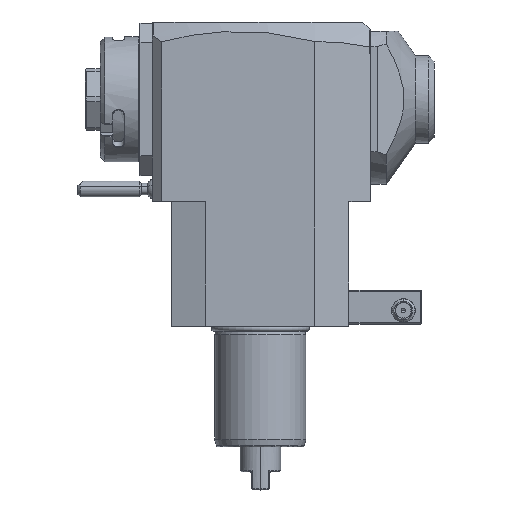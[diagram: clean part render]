
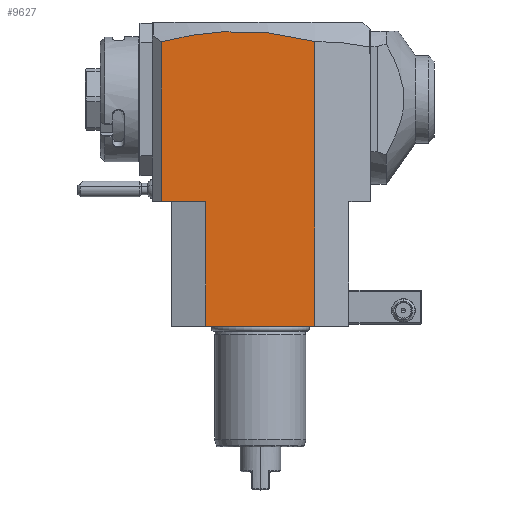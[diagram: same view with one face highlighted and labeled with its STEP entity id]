
A CAD part, top view. The second image highlights one B-rep face of the part: STEP entity #9627.
In plain terms, the highlighted planar face has unit normal (0, 0, 1).
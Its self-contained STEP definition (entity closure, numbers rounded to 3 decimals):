
#2138=DIRECTION('',(-1.,0.,0.));
#2139=VECTOR('',#2138,19.5);
#2140=CARTESIAN_POINT('',(-24.,55.,37.5));
#2141=LINE('',#2140,#2139);
#2142=DIRECTION('',(0.,1.,0.));
#2143=VECTOR('',#2142,70.258);
#2144=CARTESIAN_POINT('',(-43.5,55.,37.5));
#2145=LINE('',#2144,#2143);
#2146=CARTESIAN_POINT('',(24.,125.435,37.5));
#2147=CARTESIAN_POINT('',(18.371,126.939,37.5));
#2148=CARTESIAN_POINT('',(7.115,129.162,37.5));
#2149=CARTESIAN_POINT('',(-9.762,130.233,37.5));
#2150=CARTESIAN_POINT('',(-26.635,129.072,37.5));
#2151=CARTESIAN_POINT('',(-37.879,126.791,37.5));
#2152=CARTESIAN_POINT('',(-43.5,125.258,37.5));
#2154=DIRECTION('',(0.,-1.,0.));
#2155=VECTOR('',#2154,125.435);
#2156=CARTESIAN_POINT('',(24.,125.435,37.5));
#2157=LINE('',#2156,#2155);
#2202=DIRECTION('',(0.,-1.,0.));
#2203=VECTOR('',#2202,55.);
#2204=CARTESIAN_POINT('',(-24.,55.,37.5));
#2205=LINE('',#2204,#2203);
#2210=DIRECTION('',(-1.,0.,0.));
#2211=VECTOR('',#2210,48.);
#2212=CARTESIAN_POINT('',(24.,0.,37.5));
#2213=LINE('',#2212,#2211);
#7184=VERTEX_POINT('',#2146);
#7185=VERTEX_POINT('',#2152);
#7493=CARTESIAN_POINT('',(-43.5,55.,37.5));
#7495=VERTEX_POINT('',#7493);
#7528=CARTESIAN_POINT('',(24.,0.,37.5));
#7529=CARTESIAN_POINT('',(-24.,0.,37.5));
#7530=VERTEX_POINT('',#7528);
#7531=VERTEX_POINT('',#7529);
#7698=CARTESIAN_POINT('',(-24.,55.,37.5));
#7699=VERTEX_POINT('',#7698);
#9609=CARTESIAN_POINT('',(-39.202,55.,37.5));
#9610=DIRECTION('',(0.,0.,1.));
#9611=DIRECTION('',(1.,0.,0.));
#9612=AXIS2_PLACEMENT_3D('',#9609,#9610,#9611);
#9613=PLANE('',#9612);
#9615=ORIENTED_EDGE('',*,*,#9614,.T.);
#9616=ORIENTED_EDGE('',*,*,#9594,.T.);
#9618=ORIENTED_EDGE('',*,*,#9617,.F.);
#9620=ORIENTED_EDGE('',*,*,#9619,.T.);
#9622=ORIENTED_EDGE('',*,*,#9621,.T.);
#9624=ORIENTED_EDGE('',*,*,#9623,.F.);
#9625=EDGE_LOOP('',(#9615,#9616,#9618,#9620,#9622,#9624));
#9626=FACE_OUTER_BOUND('',#9625,.F.);
#2153=B_SPLINE_CURVE_WITH_KNOTS('',3,(#2146,#2147,#2148,#2149,#2150,#2151,
#2152),.UNSPECIFIED.,.F.,.F.,(4,1,1,1,4),(0.,0.25,0.5,0.75,1.),
.UNSPECIFIED.);
#9594=EDGE_CURVE('',#7495,#7185,#2145,.T.);
#9614=EDGE_CURVE('',#7699,#7495,#2141,.T.);
#9617=EDGE_CURVE('',#7184,#7185,#2153,.T.);
#9619=EDGE_CURVE('',#7184,#7530,#2157,.T.);
#9621=EDGE_CURVE('',#7530,#7531,#2213,.T.);
#9623=EDGE_CURVE('',#7699,#7531,#2205,.T.);
#9627=ADVANCED_FACE('',(#9626),#9613,.T.);
